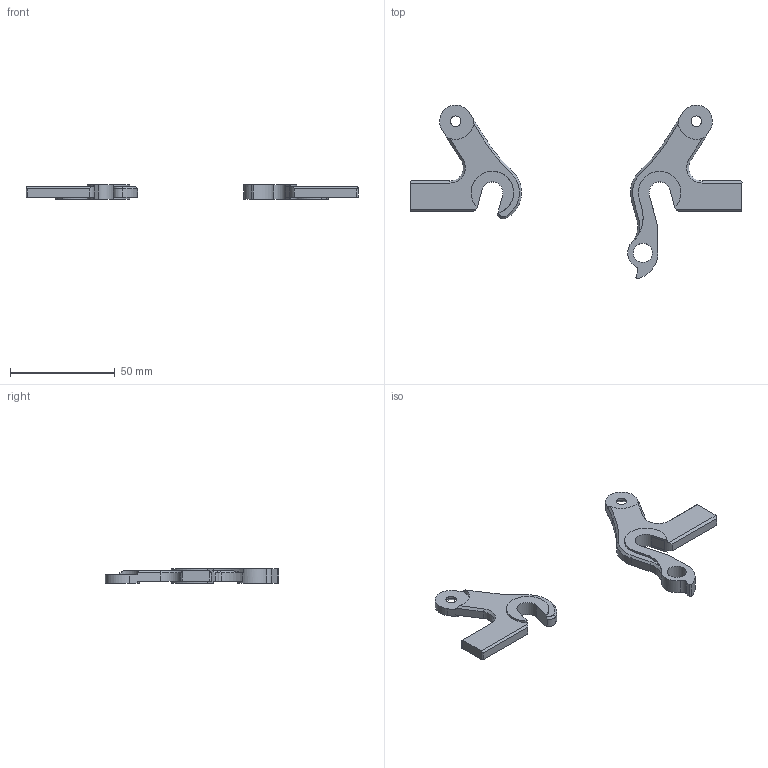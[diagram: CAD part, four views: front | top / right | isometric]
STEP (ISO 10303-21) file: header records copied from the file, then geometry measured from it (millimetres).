
FILE_DESCRIPTION (( 'STEP AP214' ), '1' );
FILE_NAME ('DR0011LR.STEP', '2012-07-16T22:08:13', ( '' ), ( '' ), 'SwSTEP 2.0', 'SolidWorks 2012', '' );
FILE_SCHEMA (( 'AUTOMOTIVE_DESIGN' ));
Length unit declared in the file: millimetre
Products named in the file (3): DR0011R; DR0011L; DR0011LR
Assembly tree (2 placements, depth 2):
  DR0011LR
    DR0011L
    DR0011R
Bounding box: 158.74 x 83 x 7 mm (x, y, z)
Volume: 14646.1 mm3; surface area: 8864.1 mm2
Topology: 2 solids, 2 shells, 87 faces, 239 edges, 156 vertices
Faces by surface type: plane 42, cylinder 35, cone 10
Full cylindrical faces by diameter (mm): 5.08 x2, 9.144 x1
Entity records: 2851 total; most frequent: CARTESIAN_POINT 520, DIRECTION 483, ORIENTED_EDGE 462, EDGE_CURVE 231, AXIS2_PLACEMENT_3D 174, VERTEX_POINT 153, VECTOR 135, LINE 135
